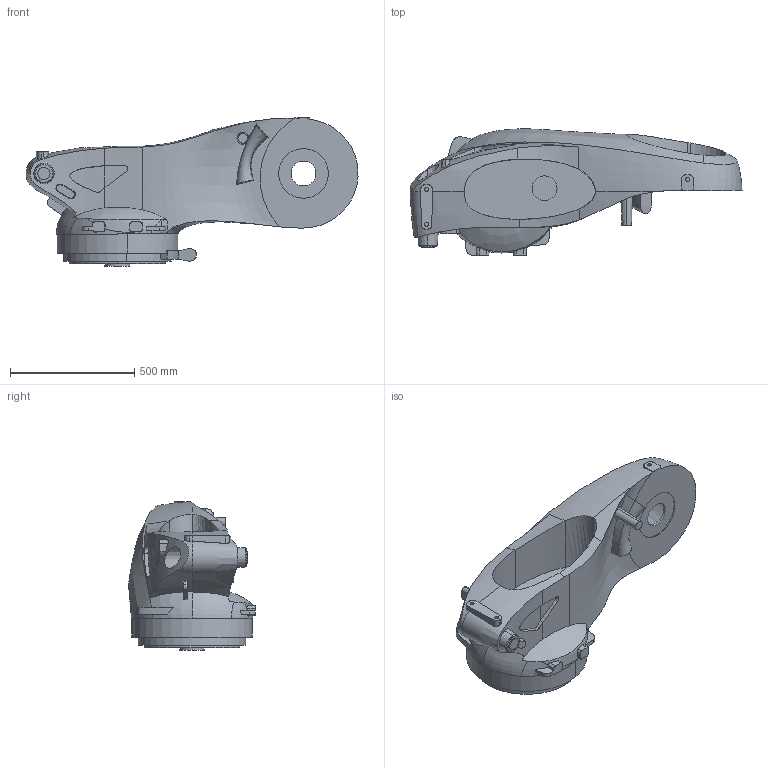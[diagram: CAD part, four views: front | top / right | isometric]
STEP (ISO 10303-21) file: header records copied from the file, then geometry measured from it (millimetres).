
FILE_DESCRIPTION (( 'STEP AP203' ), '1' );
FILE_NAME ('KR90_R3700_K_prime.stp[34]_Valor predeterminado_sldprt.STEP', '2021-01-10T23:18:19', ( '' ), ( '' ), 'SwSTEP 2.0', 'SolidWorks 2020', '' );
FILE_SCHEMA (( 'CONFIG_CONTROL_DESIGN' ));
Length unit declared in the file: millimetre
Products named in the file (1): KR90_R3700_K_prime.stp[34]_Valor predeterminado_sldprt
Bounding box: 1337.41 x 508.52 x 599.4 mm (x, y, z)
Volume: 106241706.9 mm3; surface area: 2504031.5 mm2
Topology: 1 solids, 1 shells, 214 faces, 568 edges, 372 vertices
Faces by surface type: plane 75, bspline 57, cylinder 47, cone 33, sphere 1, torus 1
Entity records: 22804 total; most frequent: CARTESIAN_POINT 17947, ORIENTED_EDGE 1136, DIRECTION 766, EDGE_CURVE 568, VERTEX_POINT 372, AXIS2_PLACEMENT_3D 279, B_SPLINE_CURVE_WITH_KNOTS 237, EDGE_LOOP 232
